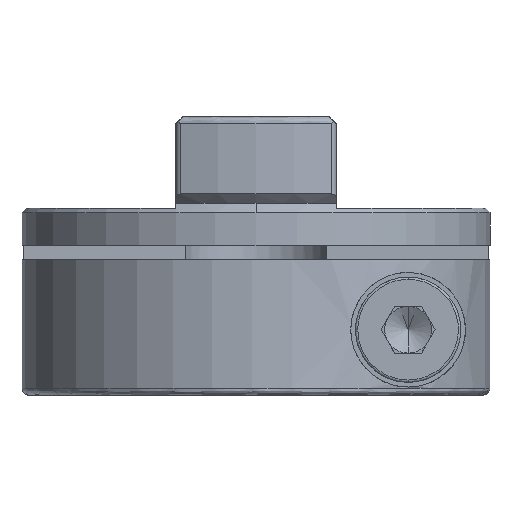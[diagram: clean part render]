
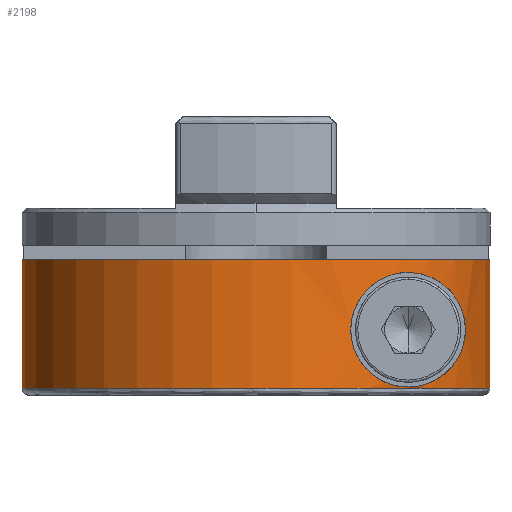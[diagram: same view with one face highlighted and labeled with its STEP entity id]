
A CAD part, front view. The second image highlights one B-rep face of the part: STEP entity #2198.
In plain terms, the highlighted cylindrical face has radius 10 mm (diameter 20 mm), a partial arc.
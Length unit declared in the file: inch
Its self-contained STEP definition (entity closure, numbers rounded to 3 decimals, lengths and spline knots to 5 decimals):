
#36 = DIRECTION ( 'NONE',  ( 0., 0., -1. ) ) ;
#52 = AXIS2_PLACEMENT_3D ( 'NONE', #746, #2337, #3457 ) ;
#93 = CARTESIAN_POINT ( 'NONE',  ( 0., 0., 0.01181 ) ) ;
#148 = LINE ( 'NONE', #2374, #2667 ) ;
#159 = CARTESIAN_POINT ( 'NONE',  ( 0.35026, -0.17979, 0.08984 ) ) ;
#180 = CARTESIAN_POINT ( 'NONE',  ( 0.25591, -0.29919, 0.20669 ) ) ;
#190 = B_SPLINE_CURVE_WITH_KNOTS ( 'NONE', 3,
 ( #3302, #2190, #1140, #2736, #2771, #859, #803, #532, #2810, #274, #3618, #3066, #1353, #3286, #1124, #1385, #239, #3339, #2242, #842, #568, #2786, #297, #1407, #2442, #2457, #2752, #3083 ),
 .UNSPECIFIED., .F., .F.,
 ( 4, 2, 2, 2, 2, 2, 2, 2, 2, 2, 2, 2, 2, 4 ),
 ( 0., 0.00105, 0.00157, 0.0021, 0.00262, 0.00315, 0.00367, 0.0042, 0.00472, 0.00524, 0.00577, 0.00629, 0.00734, 0.00839 ),
 .UNSPECIFIED. ) ;
#232 = CARTESIAN_POINT ( 'NONE',  ( 0., 0., 0.32283 ) ) ;
#239 = CARTESIAN_POINT ( 'NONE',  ( 0.16016, -0.35965, 0.12386 ) ) ;
#274 = CARTESIAN_POINT ( 'NONE',  ( 0.17476, -0.35282, 0.05767 ) ) ;
#297 = CARTESIAN_POINT ( 'NONE',  ( 0.18686, -0.34658, 0.17789 ) ) ;
#396 = ORIENTED_EDGE ( 'NONE', *, *, #3266, .T. ) ;
#455 = CARTESIAN_POINT ( 'NONE',  ( 0.35109, -0.17816, 0.12639 ) ) ;
#532 = CARTESIAN_POINT ( 'NONE',  ( 0.18713, -0.34643, 0.04229 ) ) ;
#555 = VERTEX_POINT ( 'NONE', #1855 ) ;
#568 = CARTESIAN_POINT ( 'NONE',  ( 0.17444, -0.35297, 0.16231 ) ) ;
#616 = LINE ( 'NONE', #2250, #3273 ) ;
#692 = CARTESIAN_POINT ( 'NONE',  ( 0.33917, -0.2, 0.15936 ) ) ;
#702 = CIRCLE ( 'NONE', #52, 0.3937 ) ;
#713 = CARTESIAN_POINT ( 'NONE',  ( 0.26861, -0.28832, 0.20669 ) ) ;
#746 = CARTESIAN_POINT ( 'NONE',  ( 0., 0., 0.22835 ) ) ;
#749 = CARTESIAN_POINT ( 'NONE',  ( 0.25591, -0.29919, 0.20669 ) ) ;
#803 = CARTESIAN_POINT ( 'NONE',  ( 0.19682, -0.34102, 0.03372 ) ) ;
#836 = EDGE_CURVE ( 'NONE', #1714, #1836, #616, .T. ) ;
#842 = CARTESIAN_POINT ( 'NONE',  ( 0.17095, -0.35466, 0.15643 ) ) ;
#859 = CARTESIAN_POINT ( 'NONE',  ( 0.2019, -0.33804, 0.03008 ) ) ;
#890 = CARTESIAN_POINT ( 'NONE',  ( 0.25591, -0.29919, 0.01378 ) ) ;
#942 = CARTESIAN_POINT ( 'NONE',  ( 0.39346, -0.01378, 0.22835 ) ) ;
#954 = CARTESIAN_POINT ( 'NONE',  ( 0.32438, -0.22324, 0.04206 ) ) ;
#1006 = CARTESIAN_POINT ( 'NONE',  ( 0.32839, -0.21728, 0.04632 ) ) ;
#1032 = AXIS2_PLACEMENT_3D ( 'NONE', #93, #36, #1239 ) ;
#1064 = CYLINDRICAL_SURFACE ( 'NONE', #3207, 0.3937 ) ;
#1116 = CARTESIAN_POINT ( 'NONE',  ( 0.26224, -0.29377, 0.01378 ) ) ;
#1124 = CARTESIAN_POINT ( 'NONE',  ( 0.15947, -0.35996, 0.10298 ) ) ;
#1140 = CARTESIAN_POINT ( 'NONE',  ( 0.23442, -0.31658, 0.01548 ) ) ;
#1197 = ORIENTED_EDGE ( 'NONE', *, *, #2898, .T. ) ;
#1239 = DIRECTION ( 'NONE',  ( 1., 0., 0. ) ) ;
#1260 = ORIENTED_EDGE ( 'NONE', *, *, #1821, .F. ) ;
#1276 = CARTESIAN_POINT ( 'NONE',  ( 0.34744, -0.1852, 0.07891 ) ) ;
#1301 = ORIENTED_EDGE ( 'NONE', *, *, #2482, .T. ) ;
#1335 = FACE_OUTER_BOUND ( 'NONE', #1755, .T. ) ;
#1353 = CARTESIAN_POINT ( 'NONE',  ( 0.16328, -0.35825, 0.08243 ) ) ;
#1385 = CARTESIAN_POINT ( 'NONE',  ( 0.15943, -0.35998, 0.11684 ) ) ;
#1407 = CARTESIAN_POINT ( 'NONE',  ( 0.20124, -0.33856, 0.19074 ) ) ;
#1517 = CARTESIAN_POINT ( 'NONE',  ( 0.28583, -0.27086, 0.01836 ) ) ;
#1553 = CARTESIAN_POINT ( 'NONE',  ( 0.35237, -0.1756, 0.11418 ) ) ;
#1570 = CARTESIAN_POINT ( 'NONE',  ( 0.35235, -0.17563, 0.10592 ) ) ;
#1714 = VERTEX_POINT ( 'NONE', #2643 ) ;
#1755 = EDGE_LOOP ( 'NONE', ( #1197, #3132, #2943, #1260 ) ) ;
#1766 = CARTESIAN_POINT ( 'NONE',  ( 0.35207, -0.17621, 0.10171 ) ) ;
#1784 = B_SPLINE_CURVE_WITH_KNOTS ( 'NONE', 3,
 ( #180, #713, #3524, #3191, #3452, #1823, #2402, #2932, #692, #2115, #2059, #3227, #455, #3174, #1553, #1570, #1766, #2654, #159, #1276, #2385, #1803, #3505, #1006, #954, #3159, #2878, #1517, #2618, #3469, #1116, #890 ),
 .UNSPECIFIED., .F., .F.,
 ( 4, 2, 2, 2, 2, 2, 2, 2, 2, 2, 2, 2, 2, 2, 2, 4 ),
 ( 0.00839, 0.00964, 0.01089, 0.01152, 0.01214, 0.01277, 0.01308, 0.01339, 0.01371, 0.01402, 0.01464, 0.01527, 0.0159, 0.01715, 0.01777, 0.0184 ),
 .UNSPECIFIED. ) ;
#1803 = CARTESIAN_POINT ( 'NONE',  ( 0.33901, -0.20027, 0.06084 ) ) ;
#1821 = EDGE_CURVE ( 'NONE', #3509, #2285, #148, .T. ) ;
#1823 = CARTESIAN_POINT ( 'NONE',  ( 0.3245, -0.22305, 0.17829 ) ) ;
#1836 = VERTEX_POINT ( 'NONE', #2440 ) ;
#1855 = CARTESIAN_POINT ( 'NONE',  ( 0.25591, -0.29919, 0.01378 ) ) ;
#2059 = CARTESIAN_POINT ( 'NONE',  ( 0.34757, -0.18496, 0.14119 ) ) ;
#2115 = CARTESIAN_POINT ( 'NONE',  ( 0.34505, -0.18967, 0.14765 ) ) ;
#2169 = DIRECTION ( 'NONE',  ( -1., 0., 0. ) ) ;
#2190 = CARTESIAN_POINT ( 'NONE',  ( 0.24528, -0.30828, 0.01378 ) ) ;
#2198 = ADVANCED_FACE ( 'NONE', ( #3298, #1335 ), #1064, .T. ) ;
#2242 = CARTESIAN_POINT ( 'NONE',  ( 0.16527, -0.35735, 0.14395 ) ) ;
#2250 = CARTESIAN_POINT ( 'NONE',  ( -0.3937, 0., 0.32283 ) ) ;
#2285 = VERTEX_POINT ( 'NONE', #3134 ) ;
#2337 = DIRECTION ( 'NONE',  ( 0., 0., -1. ) ) ;
#2347 = VERTEX_POINT ( 'NONE', #749 ) ;
#2374 = CARTESIAN_POINT ( 'NONE',  ( 0.39346, -0.01378, 0. ) ) ;
#2385 = CARTESIAN_POINT ( 'NONE',  ( 0.34491, -0.18993, 0.07249 ) ) ;
#2402 = CARTESIAN_POINT ( 'NONE',  ( 0.32852, -0.21708, 0.17401 ) ) ;
#2440 = CARTESIAN_POINT ( 'NONE',  ( -0.3937, 0., 0.01181 ) ) ;
#2442 = CARTESIAN_POINT ( 'NONE',  ( 0.21216, -0.33191, 0.19699 ) ) ;
#2457 = CARTESIAN_POINT ( 'NONE',  ( 0.23409, -0.31682, 0.20492 ) ) ;
#2482 = EDGE_CURVE ( 'NONE', #555, #2347, #190, .T. ) ;
#2618 = CARTESIAN_POINT ( 'NONE',  ( 0.28013, -0.27676, 0.01668 ) ) ;
#2643 = CARTESIAN_POINT ( 'NONE',  ( -0.3937, 0., 0.22835 ) ) ;
#2654 = CARTESIAN_POINT ( 'NONE',  ( 0.35102, -0.17829, 0.09371 ) ) ;
#2667 = VECTOR ( 'NONE', #3489, 39.37008 ) ;
#2736 = CARTESIAN_POINT ( 'NONE',  ( 0.21798, -0.32792, 0.02136 ) ) ;
#2752 = CARTESIAN_POINT ( 'NONE',  ( 0.24525, -0.3083, 0.20669 ) ) ;
#2771 = CARTESIAN_POINT ( 'NONE',  ( 0.21246, -0.33151, 0.0239 ) ) ;
#2786 = CARTESIAN_POINT ( 'NONE',  ( 0.18235, -0.34895, 0.17298 ) ) ;
#2810 = CARTESIAN_POINT ( 'NONE',  ( 0.18268, -0.34878, 0.04711 ) ) ;
#2878 = CARTESIAN_POINT ( 'NONE',  ( 0.30196, -0.25314, 0.0247 ) ) ;
#2898 = EDGE_CURVE ( 'NONE', #3509, #1714, #702, .T. ) ;
#2932 = CARTESIAN_POINT ( 'NONE',  ( 0.33583, -0.20559, 0.16457 ) ) ;
#2943 = ORIENTED_EDGE ( 'NONE', *, *, #3407, .F. ) ;
#3066 = CARTESIAN_POINT ( 'NONE',  ( 0.16549, -0.35724, 0.07595 ) ) ;
#3083 = CARTESIAN_POINT ( 'NONE',  ( 0.25591, -0.29919, 0.20669 ) ) ;
#3132 = ORIENTED_EDGE ( 'NONE', *, *, #836, .T. ) ;
#3134 = CARTESIAN_POINT ( 'NONE',  ( 0.39346, -0.01378, 0.01181 ) ) ;
#3151 = DIRECTION ( 'NONE',  ( 0., 0., -1. ) ) ;
#3159 = CARTESIAN_POINT ( 'NONE',  ( 0.31153, -0.24117, 0.0306 ) ) ;
#3174 = CARTESIAN_POINT ( 'NONE',  ( 0.35211, -0.17613, 0.11834 ) ) ;
#3191 = CARTESIAN_POINT ( 'NONE',  ( 0.30204, -0.25305, 0.19574 ) ) ;
#3207 = AXIS2_PLACEMENT_3D ( 'NONE', #232, #3333, #2169 ) ;
#3227 = CARTESIAN_POINT ( 'NONE',  ( 0.35035, -0.17961, 0.13021 ) ) ;
#3240 = EDGE_LOOP ( 'NONE', ( #1301, #396 ) ) ;
#3266 = EDGE_CURVE ( 'NONE', #2347, #555, #1784, .T. ) ;
#3273 = VECTOR ( 'NONE', #3151, 39.37008 ) ;
#3286 = CARTESIAN_POINT ( 'NONE',  ( 0.16026, -0.35961, 0.09595 ) ) ;
#3298 = FACE_BOUND ( 'NONE', #3240, .T. ) ;
#3302 = CARTESIAN_POINT ( 'NONE',  ( 0.25591, -0.29919, 0.01378 ) ) ;
#3333 = DIRECTION ( 'NONE',  ( 0., 0., -1. ) ) ;
#3339 = CARTESIAN_POINT ( 'NONE',  ( 0.1631, -0.35833, 0.13743 ) ) ;
#3407 = EDGE_CURVE ( 'NONE', #2285, #1836, #3478, .T. ) ;
#3452 = CARTESIAN_POINT ( 'NONE',  ( 0.31165, -0.24102, 0.18979 ) ) ;
#3457 = DIRECTION ( 'NONE',  ( -1., 0., 0. ) ) ;
#3469 = CARTESIAN_POINT ( 'NONE',  ( 0.26835, -0.28819, 0.0144 ) ) ;
#3478 = CIRCLE ( 'NONE', #1032, 0.3937 ) ;
#3489 = DIRECTION ( 'NONE',  ( 0., 0., -1. ) ) ;
#3505 = CARTESIAN_POINT ( 'NONE',  ( 0.33569, -0.20582, 0.0557 ) ) ;
#3509 = VERTEX_POINT ( 'NONE', #942 ) ;
#3524 = CARTESIAN_POINT ( 'NONE',  ( 0.28034, -0.2769, 0.20427 ) ) ;
#3618 = CARTESIAN_POINT ( 'NONE',  ( 0.17123, -0.35453, 0.06353 ) ) ;
